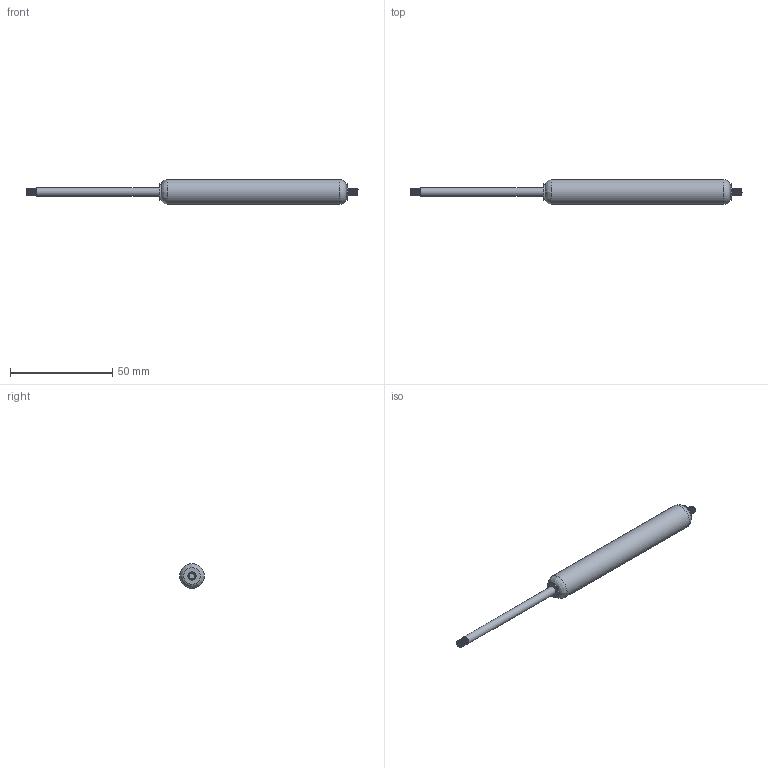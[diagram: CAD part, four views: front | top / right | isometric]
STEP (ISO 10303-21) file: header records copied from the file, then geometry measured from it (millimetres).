
FILE_DESCRIPTION(/* description */ (''),/* implementation_level */ '2;1');
FILE_NAME(/* name */ 'G_4_12_60_1_152_Steel.stp',/* time_stamp */ '2024-01-29T10:35:45+02:00',/* author */ (''),/* organization */ (''),/* preprocessor_version */ 'ST-DEVELOPER v16',/* originating_system */ 'SIEMENS PLM Software NX 11.0',/* authorisation */ '');
FILE_SCHEMA (('AUTOMOTIVE_DESIGN { 1 0 10303 214 3 1 1 1 }'));
Length unit declared in the file: millimetre
Products named in the file (5): thread cylinder; thread rod; rod; cylinder; G_4_12_30_1_92_Steel
Assembly tree (4 placements, depth 2):
  G_4_12_30_1_92_Steel
    cylinder
    rod
    thread rod
    thread cylinder
Bounding box: 162 x 12 x 12 mm (x, y, z)
Volume: 10993.2 mm3; surface area: 4565 mm2
Topology: 4 solids, 4 shells, 28 faces, 52 edges, 32 vertices
Faces by surface type: cylinder 10, plane 8, bspline 5, cone 4, torus 1
Full cylindrical faces by diameter (mm): 4 x1, 7 x2, 8 x2, 12 x1
Entity records: 4712 total; most frequent: CARTESIAN_POINT 4124, DIRECTION 100, ORIENTED_EDGE 76, AXIS2_PLACEMENT_3D 50, EDGE_LOOP 40, EDGE_CURVE 38, VERTEX_POINT 30, ADVANCED_FACE 28
